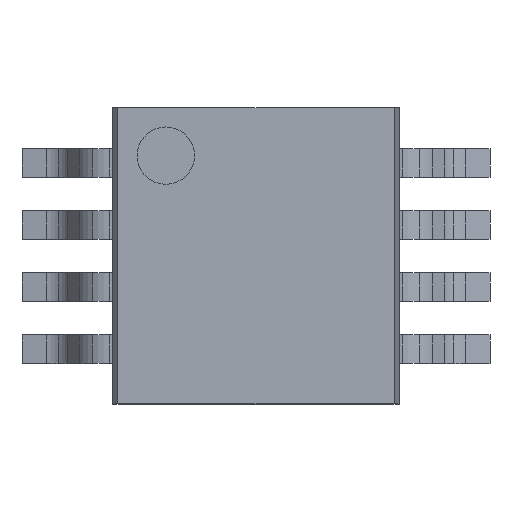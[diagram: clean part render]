
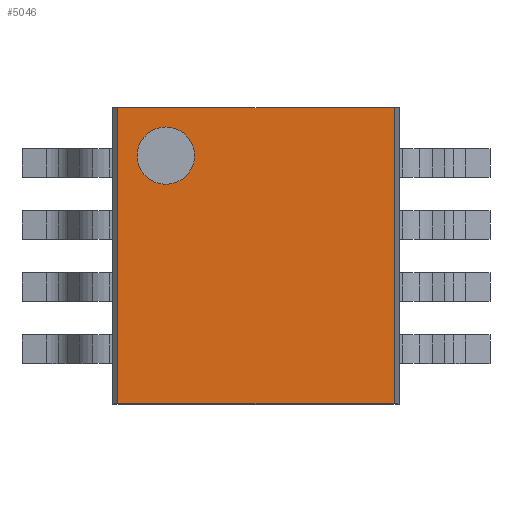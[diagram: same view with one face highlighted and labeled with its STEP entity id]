
A CAD part, top view. The second image highlights one B-rep face of the part: STEP entity #5046.
In plain terms, the highlighted planar face has unit normal (0, 0, 1).
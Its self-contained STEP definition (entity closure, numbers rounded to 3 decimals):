
#4694=CARTESIAN_POINT('',(-1.244,1.05,1.09));
#4695=VERTEX_POINT('',#4694);
#4711=CARTESIAN_POINT('',(-0.644,1.05,1.09));
#4712=VERTEX_POINT('',#4711);
#4719=CARTESIAN_POINT('',(-0.944,1.05,1.09));
#4720=DIRECTION('',(0.0,0.0,-1.0));
#4721=DIRECTION('',(-1.0,0.0,0.0));
#4722=AXIS2_PLACEMENT_3D('',#4719,#4720,#4721);
#4723=CIRCLE('',#4722,0.3);
#4724=EDGE_CURVE('',#4695,#4712,#4723,.T.);
#4736=CARTESIAN_POINT('',(1.446,1.55,1.09));
#4737=VERTEX_POINT('',#4736);
#4744=CARTESIAN_POINT('',(1.446,-1.55,1.09));
#4745=VERTEX_POINT('',#4744);
#4746=CARTESIAN_POINT('',(1.446,-1.55,1.09));
#4747=DIRECTION('',(0.0,1.0,0.0));
#4748=VECTOR('',#4747,3.1);
#4749=LINE('',#4746,#4748);
#4750=EDGE_CURVE('',#4745,#4737,#4749,.T.);
#4807=CARTESIAN_POINT('',(-1.446,-1.55,1.09));
#4808=VERTEX_POINT('',#4807);
#4809=CARTESIAN_POINT('',(-1.446,-1.55,1.09));
#4810=DIRECTION('',(1.0,0.0,0.0));
#4811=VECTOR('',#4810,2.892);
#4812=LINE('',#4809,#4811);
#4813=EDGE_CURVE('',#4808,#4745,#4812,.T.);
#4837=CARTESIAN_POINT('',(-1.446,1.55,1.09));
#4838=VERTEX_POINT('',#4837);
#4854=CARTESIAN_POINT('',(-1.446,1.55,1.09));
#4855=DIRECTION('',(0.0,-1.0,0.0));
#4856=VECTOR('',#4855,3.1);
#4857=LINE('',#4854,#4856);
#4858=EDGE_CURVE('',#4808,#4838,#4857,.F.);
#4893=CARTESIAN_POINT('',(1.446,1.55,1.09));
#4894=DIRECTION('',(-1.0,0.0,0.0));
#4895=VECTOR('',#4894,2.892);
#4896=LINE('',#4893,#4895);
#4897=EDGE_CURVE('',#4737,#4838,#4896,.T.);
#4923=CARTESIAN_POINT('',(-0.944,1.05,1.09));
#4924=DIRECTION('',(0.0,0.0,-1.0));
#4925=DIRECTION('',(-1.0,0.0,0.0));
#4926=AXIS2_PLACEMENT_3D('',#4923,#4924,#4925);
#4927=CIRCLE('',#4926,0.3);
#4928=EDGE_CURVE('',#4712,#4695,#4927,.T.);
#5031=CARTESIAN_POINT('',(1.444,-1.55,1.09));
#5032=DIRECTION('',(0.0,0.0,1.0));
#5033=DIRECTION('',(1.0,0.0,0.0));
#5034=AXIS2_PLACEMENT_3D('',#5031,#5032,#5033);
#5035=PLANE('',#5034);
#5036=ORIENTED_EDGE('',*,*,#4897,.T.);
#5037=ORIENTED_EDGE('',*,*,#4858,.F.);
#5038=ORIENTED_EDGE('',*,*,#4813,.T.);
#5039=ORIENTED_EDGE('',*,*,#4750,.T.);
#5040=EDGE_LOOP('',(#5036,#5037,#5038,#5039));
#5041=FACE_OUTER_BOUND('',#5040,.T.);
#5042=ORIENTED_EDGE('',*,*,#4724,.T.);
#5043=ORIENTED_EDGE('',*,*,#4928,.T.);
#5044=EDGE_LOOP('',(#5042,#5043));
#5045=FACE_BOUND('',#5044,.T.);
#5046=ADVANCED_FACE('',(#5041,#5045),#5035,.T.);
